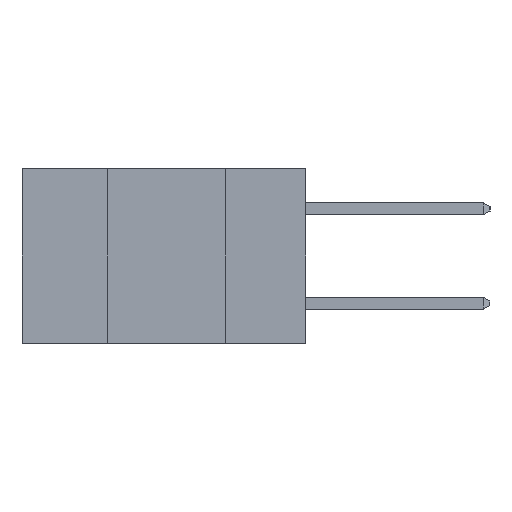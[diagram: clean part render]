
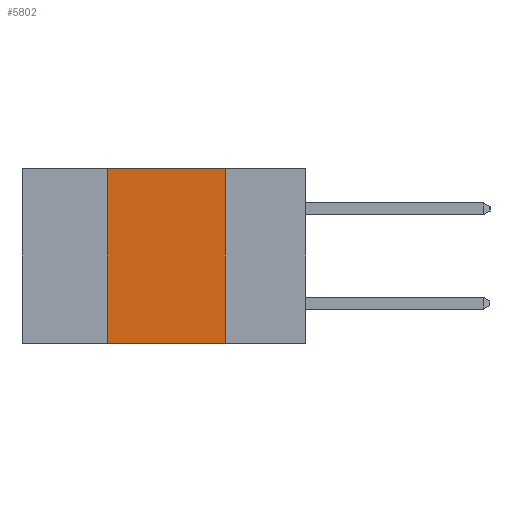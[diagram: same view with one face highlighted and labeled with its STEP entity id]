
A CAD part, left-side view. The second image highlights one B-rep face of the part: STEP entity #5802.
In plain terms, the highlighted planar face has unit normal (-1, 0, 0).
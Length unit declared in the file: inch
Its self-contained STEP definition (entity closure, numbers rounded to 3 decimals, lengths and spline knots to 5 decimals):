
#1319 = CARTESIAN_POINT ( 'NONE',  ( 0., 0.6, 0. ) ) ;
#2976 = ORIENTED_EDGE ( 'NONE', *, *, #6762, .F. ) ;
#3214 = VERTEX_POINT ( 'NONE', #4053 ) ;
#3327 = VECTOR ( 'NONE', #8796, 39.37008 ) ;
#3466 = CARTESIAN_POINT ( 'NONE',  ( 0., 0.6, -0.37 ) ) ;
#4053 = CARTESIAN_POINT ( 'NONE',  ( 0., 0.42, -0.37 ) ) ;
#4982 = PLANE ( 'NONE',  #15464 ) ;
#5802 = ADVANCED_FACE ( 'NONE', ( #16895 ), #4982, .F. ) ;
#6314 = LINE ( 'NONE', #1319, #7448 ) ;
#6465 = CARTESIAN_POINT ( 'NONE',  ( 0., 0.42, 0. ) ) ;
#6762 = EDGE_CURVE ( 'NONE', #8939, #14162, #6314, .T. ) ;
#6774 = DIRECTION ( 'NONE',  ( 0., 0., -1. ) ) ;
#6900 = EDGE_CURVE ( 'NONE', #3214, #10379, #18229, .T. ) ;
#7340 = VECTOR ( 'NONE', #18838, 39.37008 ) ;
#7448 = VECTOR ( 'NONE', #13774, 39.37008 ) ;
#8299 = ORIENTED_EDGE ( 'NONE', *, *, #9295, .F. ) ;
#8532 = EDGE_LOOP ( 'NONE', ( #16567, #2976, #8299, #8852 ) ) ;
#8796 = DIRECTION ( 'NONE',  ( 0., 0., -1. ) ) ;
#8852 = ORIENTED_EDGE ( 'NONE', *, *, #6900, .T. ) ;
#8939 = VERTEX_POINT ( 'NONE', #14317 ) ;
#9295 = EDGE_CURVE ( 'NONE', #3214, #8939, #20842, .T. ) ;
#10379 = VERTEX_POINT ( 'NONE', #19333 ) ;
#11676 = EDGE_CURVE ( 'NONE', #14162, #10379, #22095, .T. ) ;
#11793 = CARTESIAN_POINT ( 'NONE',  ( 0., 0.17, 0. ) ) ;
#12439 = VECTOR ( 'NONE', #19403, 39.37008 ) ;
#13774 = DIRECTION ( 'NONE',  ( 0., -1., 0. ) ) ;
#14162 = VERTEX_POINT ( 'NONE', #11793 ) ;
#14317 = CARTESIAN_POINT ( 'NONE',  ( 0., 0.42, 0. ) ) ;
#15464 = AXIS2_PLACEMENT_3D ( 'NONE', #15581, #17391, #6774 ) ;
#15581 = CARTESIAN_POINT ( 'NONE',  ( 0., 0.6, 0. ) ) ;
#15804 = CARTESIAN_POINT ( 'NONE',  ( 0., 0.17, 0. ) ) ;
#16567 = ORIENTED_EDGE ( 'NONE', *, *, #11676, .F. ) ;
#16895 = FACE_OUTER_BOUND ( 'NONE', #8532, .T. ) ;
#17391 = DIRECTION ( 'NONE',  ( 1., 0., 0. ) ) ;
#18229 = LINE ( 'NONE', #3466, #12439 ) ;
#18838 = DIRECTION ( 'NONE',  ( 0., 0., 1. ) ) ;
#19333 = CARTESIAN_POINT ( 'NONE',  ( 0., 0.17, -0.37 ) ) ;
#19403 = DIRECTION ( 'NONE',  ( 0., -1., 0. ) ) ;
#20842 = LINE ( 'NONE', #6465, #7340 ) ;
#22095 = LINE ( 'NONE', #15804, #3327 ) ;
